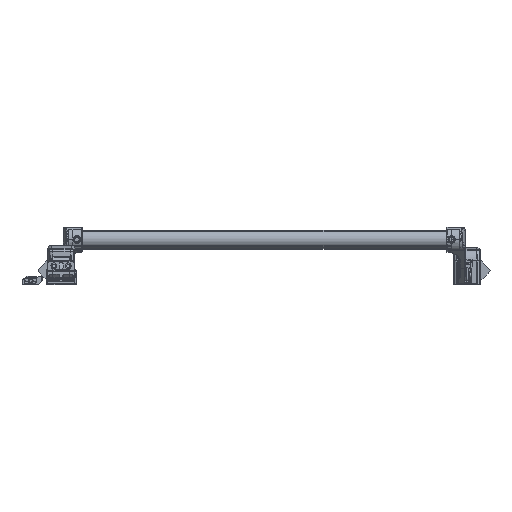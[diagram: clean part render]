
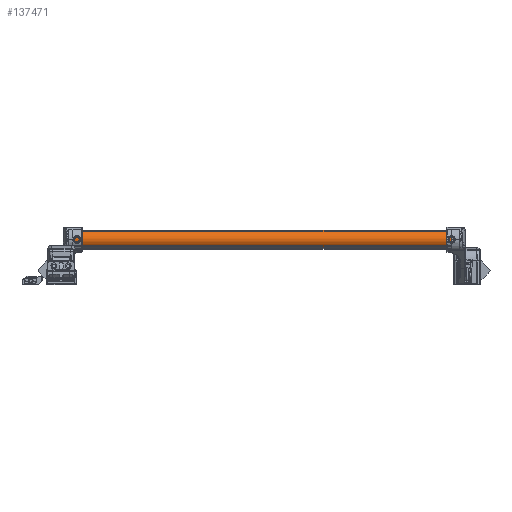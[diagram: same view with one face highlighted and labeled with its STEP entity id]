
A CAD part, front view. The second image highlights one B-rep face of the part: STEP entity #137471.
In plain terms, the highlighted cylindrical face has radius 12.5 mm (diameter 25 mm), a partial arc.
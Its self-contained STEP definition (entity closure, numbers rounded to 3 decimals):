
#5562 = ORIENTED_EDGE ( 'NONE', *, *, #37811, .T. ) ;
#9893 = ORIENTED_EDGE ( 'NONE', *, *, #81826, .F. ) ;
#10213 = DIRECTION ( 'NONE',  ( 0., 0., -1. ) ) ;
#16507 = CARTESIAN_POINT ( 'NONE',  ( 0., 0., 0. ) ) ;
#18424 = CARTESIAN_POINT ( 'NONE',  ( 0., 0., 500. ) ) ;
#30896 = ORIENTED_EDGE ( 'NONE', *, *, #102708, .T. ) ;
#32250 = CARTESIAN_POINT ( 'NONE',  ( 12.5, 0., 500. ) ) ;
#33697 = VERTEX_POINT ( 'NONE', #64800 ) ;
#34199 = CARTESIAN_POINT ( 'NONE',  ( 0., 0., 500. ) ) ;
#34615 = EDGE_LOOP ( 'NONE', ( #103109, #9893, #5562, #30896 ) ) ;
#37811 = EDGE_CURVE ( 'NONE', #62726, #66092, #138466, .T. ) ;
#38438 = DIRECTION ( 'NONE',  ( 0., 0., 1. ) ) ;
#42893 = LINE ( 'NONE', #32250, #128251 ) ;
#44866 = FACE_OUTER_BOUND ( 'NONE', #34615, .T. ) ;
#44991 = CARTESIAN_POINT ( 'NONE',  ( -12.5, 0., 500. ) ) ;
#45869 = CIRCLE ( 'NONE', #52671, 12.5 ) ;
#48418 = CARTESIAN_POINT ( 'NONE',  ( -12.5, 0., 0. ) ) ;
#50286 = EDGE_CURVE ( 'NONE', #60321, #33697, #42893, .T. ) ;
#52671 = AXIS2_PLACEMENT_3D ( 'NONE', #18424, #61625, #83563 ) ;
#60321 = VERTEX_POINT ( 'NONE', #124319 ) ;
#60569 = AXIS2_PLACEMENT_3D ( 'NONE', #16507, #38438, #83039 ) ;
#61625 = DIRECTION ( 'NONE',  ( 0., 0., 1. ) ) ;
#62726 = VERTEX_POINT ( 'NONE', #44991 ) ;
#64800 = CARTESIAN_POINT ( 'NONE',  ( 12.5, 0., 0. ) ) ;
#66092 = VERTEX_POINT ( 'NONE', #48418 ) ;
#74687 = DIRECTION ( 'NONE',  ( 0., 0., -1. ) ) ;
#76688 = CYLINDRICAL_SURFACE ( 'NONE', #131445, 12.5 ) ;
#81826 = EDGE_CURVE ( 'NONE', #62726, #60321, #45869, .T. ) ;
#83039 = DIRECTION ( 'NONE',  ( 1., 0., 0. ) ) ;
#83563 = DIRECTION ( 'NONE',  ( 1., 0., 0. ) ) ;
#86087 = DIRECTION ( 'NONE',  ( 0., 0., -1. ) ) ;
#88053 = DIRECTION ( 'NONE',  ( -1., 0., 0. ) ) ;
#93360 = VECTOR ( 'NONE', #74687, 1000. ) ;
#102708 = EDGE_CURVE ( 'NONE', #66092, #33697, #105863, .T. ) ;
#103109 = ORIENTED_EDGE ( 'NONE', *, *, #50286, .F. ) ;
#105863 = CIRCLE ( 'NONE', #60569, 12.5 ) ;
#124319 = CARTESIAN_POINT ( 'NONE',  ( 12.5, 0., 500. ) ) ;
#128251 = VECTOR ( 'NONE', #86087, 1000. ) ;
#131445 = AXIS2_PLACEMENT_3D ( 'NONE', #34199, #10213, #88053 ) ;
#137471 = ADVANCED_FACE ( 'NONE', ( #44866 ), #76688, .T. ) ;
#137769 = CARTESIAN_POINT ( 'NONE',  ( -12.5, 0., 500. ) ) ;
#138466 = LINE ( 'NONE', #137769, #93360 ) ;
